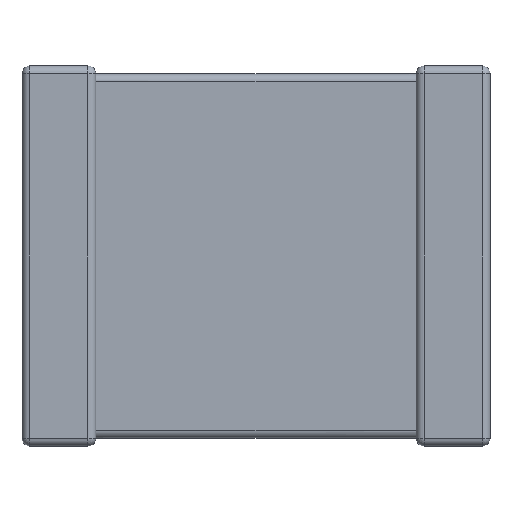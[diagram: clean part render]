
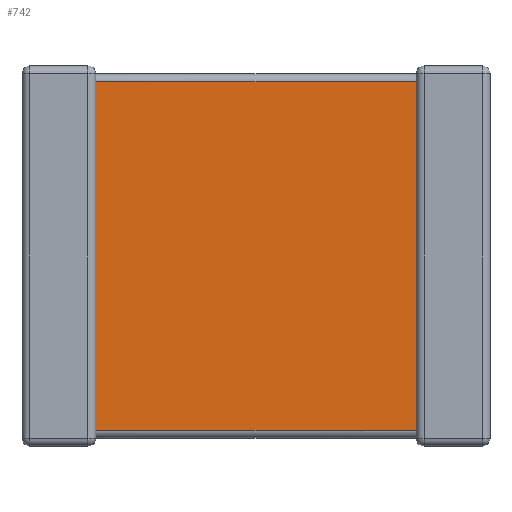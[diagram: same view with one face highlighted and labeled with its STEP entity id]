
A CAD part, front view. The second image highlights one B-rep face of the part: STEP entity #742.
In plain terms, the highlighted planar face has unit normal (0, -1, 0).
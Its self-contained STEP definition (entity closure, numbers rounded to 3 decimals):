
#268 = DIRECTION ( 'NONE',  ( 0., 0., -1. ) ) ;
#602 = PLANE ( 'NONE',  #2017 ) ;
#686 = CARTESIAN_POINT ( 'NONE',  ( 5.6, 0.112, -5.4 ) ) ;
#742 = ADVANCED_FACE ( 'NONE', ( #4080 ), #602, .T. ) ;
#757 = ORIENTED_EDGE ( 'NONE', *, *, #2850, .T. ) ;
#920 = VERTEX_POINT ( 'NONE', #1079 ) ;
#1054 = VECTOR ( 'NONE', #3963, 1000. ) ;
#1079 = CARTESIAN_POINT ( 'NONE',  ( 1.05, 0.112, -5.175 ) ) ;
#1211 = CARTESIAN_POINT ( 'NONE',  ( 1.05, 0.112, -5.4 ) ) ;
#1271 = VECTOR ( 'NONE', #3995, 1000. ) ;
#1298 = EDGE_CURVE ( 'NONE', #2779, #3118, #2638, .T. ) ;
#1756 = VECTOR ( 'NONE', #3167, 1000. ) ;
#2003 = LINE ( 'NONE', #3238, #1054 ) ;
#2017 = AXIS2_PLACEMENT_3D ( 'NONE', #3766, #2653, #268 ) ;
#2375 = CARTESIAN_POINT ( 'NONE',  ( 5.6, 0.112, -0.225 ) ) ;
#2490 = ORIENTED_EDGE ( 'NONE', *, *, #1298, .T. ) ;
#2620 = CARTESIAN_POINT ( 'NONE',  ( 1.05, 0.112, -0.225 ) ) ;
#2638 = LINE ( 'NONE', #2620, #3791 ) ;
#2653 = DIRECTION ( 'NONE',  ( 0., -1., 0. ) ) ;
#2779 = VERTEX_POINT ( 'NONE', #2375 ) ;
#2850 = EDGE_CURVE ( 'NONE', #3590, #2779, #4072, .T. ) ;
#2893 = CARTESIAN_POINT ( 'NONE',  ( 5.6, 0.112, -5.175 ) ) ;
#2982 = DIRECTION ( 'NONE',  ( -1., 0., 0. ) ) ;
#3009 = CARTESIAN_POINT ( 'NONE',  ( 1.05, 0.112, -0.225 ) ) ;
#3052 = EDGE_LOOP ( 'NONE', ( #3406, #4057, #757, #2490 ) ) ;
#3118 = VERTEX_POINT ( 'NONE', #3009 ) ;
#3167 = DIRECTION ( 'NONE',  ( 0., 0., 1. ) ) ;
#3238 = CARTESIAN_POINT ( 'NONE',  ( 5.6, 0.112, -5.175 ) ) ;
#3406 = ORIENTED_EDGE ( 'NONE', *, *, #4502, .F. ) ;
#3466 = LINE ( 'NONE', #1211, #1271 ) ;
#3590 = VERTEX_POINT ( 'NONE', #2893 ) ;
#3618 = EDGE_CURVE ( 'NONE', #920, #3590, #2003, .T. ) ;
#3766 = CARTESIAN_POINT ( 'NONE',  ( 1.05, 0.112, -5.4 ) ) ;
#3791 = VECTOR ( 'NONE', #2982, 1000. ) ;
#3963 = DIRECTION ( 'NONE',  ( 1., 0., 0. ) ) ;
#3995 = DIRECTION ( 'NONE',  ( 0., 0., 1. ) ) ;
#4057 = ORIENTED_EDGE ( 'NONE', *, *, #3618, .T. ) ;
#4072 = LINE ( 'NONE', #686, #1756 ) ;
#4080 = FACE_OUTER_BOUND ( 'NONE', #3052, .T. ) ;
#4502 = EDGE_CURVE ( 'NONE', #920, #3118, #3466, .T. ) ;
